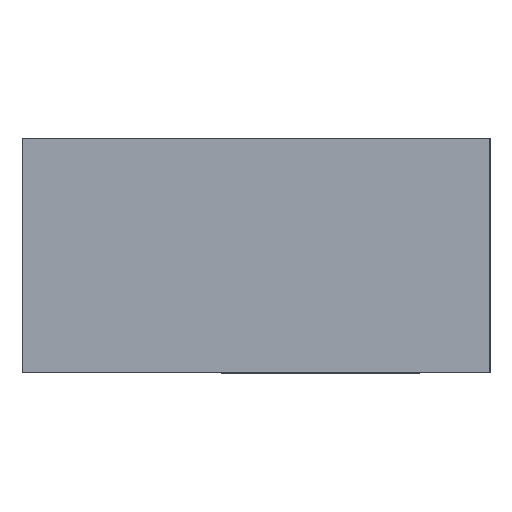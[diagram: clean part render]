
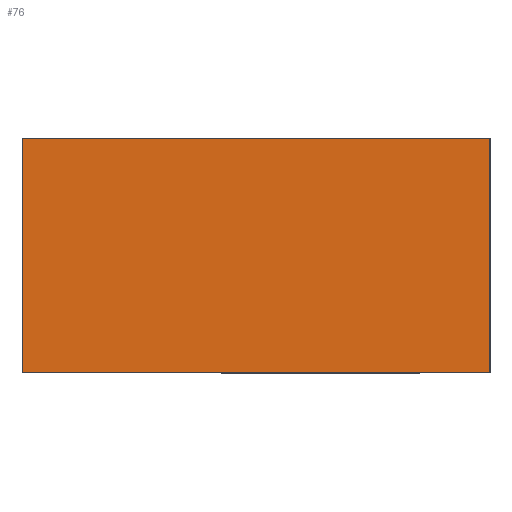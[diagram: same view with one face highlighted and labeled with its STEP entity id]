
A CAD part, left-side view. The second image highlights one B-rep face of the part: STEP entity #76.
In plain terms, the highlighted planar face has unit normal (-1, 0, 0).
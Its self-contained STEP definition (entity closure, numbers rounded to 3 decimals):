
#3 = CARTESIAN_POINT ( 'NONE',  ( 0., 50.8, -25.4 ) ) ;
#5 = CARTESIAN_POINT ( 'NONE',  ( 0., 0., 0. ) ) ;
#6 = DIRECTION ( 'NONE',  ( 0., 0., 1. ) ) ;
#8 = DIRECTION ( 'NONE',  ( 0., -1., 0. ) ) ;
#50 = VERTEX_POINT ( 'NONE', #328 ) ;
#51 = VERTEX_POINT ( 'NONE', #306 ) ;
#69 = VERTEX_POINT ( 'NONE', #322 ) ;
#70 = VERTEX_POINT ( 'NONE', #323 ) ;
#76 = ADVANCED_FACE ( 'NONE', ( #110 ), #361, .F. ) ;
#110 = FACE_OUTER_BOUND ( 'NONE', #119, .T. ) ;
#119 = EDGE_LOOP ( 'NONE', ( #272, #236, #296, #148 ) ) ;
#148 = ORIENTED_EDGE ( 'NONE', *, *, #413, .T. ) ;
#236 = ORIENTED_EDGE ( 'NONE', *, *, #399, .F. ) ;
#260 = VECTOR ( 'NONE', #8, 1000. ) ;
#261 = VECTOR ( 'NONE', #6, 1000. ) ;
#262 = LINE ( 'NONE', #5, #261 ) ;
#267 = LINE ( 'NONE', #3, #260 ) ;
#269 = VECTOR ( 'NONE', #468, 1000. ) ;
#272 = ORIENTED_EDGE ( 'NONE', *, *, #412, .T. ) ;
#279 = VECTOR ( 'NONE', #466, 1000. ) ;
#288 = LINE ( 'NONE', #464, #279 ) ;
#290 = LINE ( 'NONE', #465, #269 ) ;
#296 = ORIENTED_EDGE ( 'NONE', *, *, #400, .F. ) ;
#306 = CARTESIAN_POINT ( 'NONE',  ( 0., 50.8, -25.4 ) ) ;
#322 = CARTESIAN_POINT ( 'NONE',  ( 0., 0., -25.4 ) ) ;
#323 = CARTESIAN_POINT ( 'NONE',  ( 0., 0., 0. ) ) ;
#328 = CARTESIAN_POINT ( 'NONE',  ( 0., 50.8, 0. ) ) ;
#361 = PLANE ( 'NONE',  #395 ) ;
#365 = CARTESIAN_POINT ( 'NONE',  ( 0., 50.8, 0. ) ) ;
#366 = DIRECTION ( 'NONE',  ( 1., 0., 0. ) ) ;
#367 = DIRECTION ( 'NONE',  ( 0., 0., -1. ) ) ;
#395 = AXIS2_PLACEMENT_3D ( 'NONE', #365, #366, #367 ) ;
#399 = EDGE_CURVE ( 'NONE', #50, #70, #288, .T. ) ;
#400 = EDGE_CURVE ( 'NONE', #51, #50, #290, .T. ) ;
#412 = EDGE_CURVE ( 'NONE', #69, #70, #262, .T. ) ;
#413 = EDGE_CURVE ( 'NONE', #51, #69, #267, .T. ) ;
#464 = CARTESIAN_POINT ( 'NONE',  ( 0., 50.8, 0. ) ) ;
#465 = CARTESIAN_POINT ( 'NONE',  ( 0., 50.8, 0. ) ) ;
#466 = DIRECTION ( 'NONE',  ( 0., -1., 0. ) ) ;
#468 = DIRECTION ( 'NONE',  ( 0., 0., 1. ) ) ;
